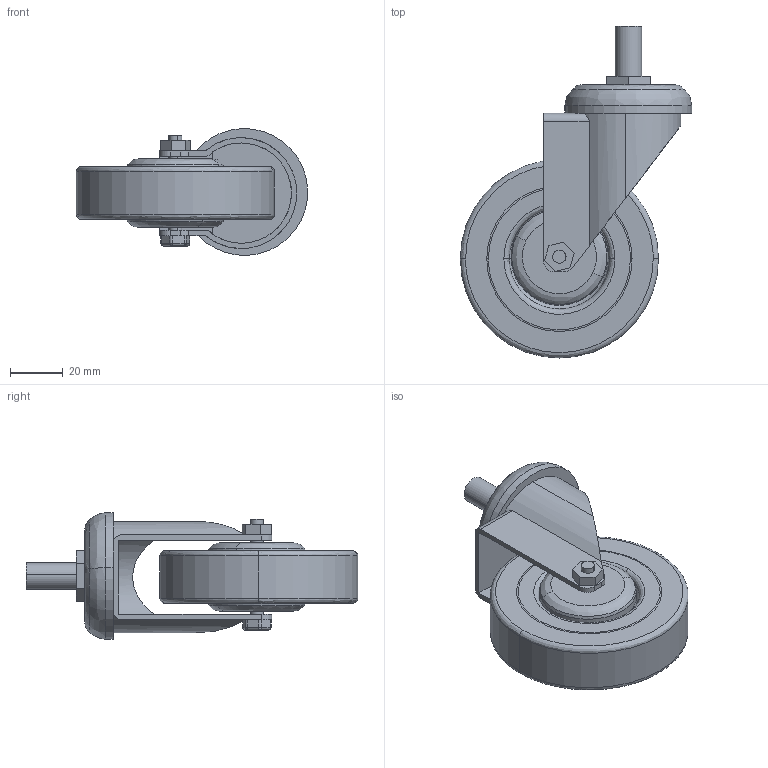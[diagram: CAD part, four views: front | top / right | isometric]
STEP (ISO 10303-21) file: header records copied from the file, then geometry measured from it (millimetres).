
FILE_DESCRIPTION (( 'STEP AP203' ), '1' );
FILE_NAME ('AL-SCtg93.STEP', '2025-02-27T11:20:26', ( '' ), ( '' ), 'SwSTEP 2.0', 'SolidWorks 2021', '' );
FILE_SCHEMA (( 'CONFIG_CONTROL_DESIGN' ));
Length unit declared in the file: millimetre
Products named in the file (1): AL-SCtg93
Bounding box: 87.57 x 125.62 x 47.95 mm (x, y, z)
Volume: 101709.8 mm3; surface area: 42315.9 mm2
Topology: 9 solids, 9 shells, 171 faces, 376 edges, 229 vertices
Faces by surface type: cylinder 66, plane 57, bspline 48
Entity records: 6002 total; most frequent: CARTESIAN_POINT 2311, DIRECTION 763, ORIENTED_EDGE 744, EDGE_CURVE 372, AXIS2_PLACEMENT_3D 307, VERTEX_POINT 229, EDGE_LOOP 197, CIRCLE 183
